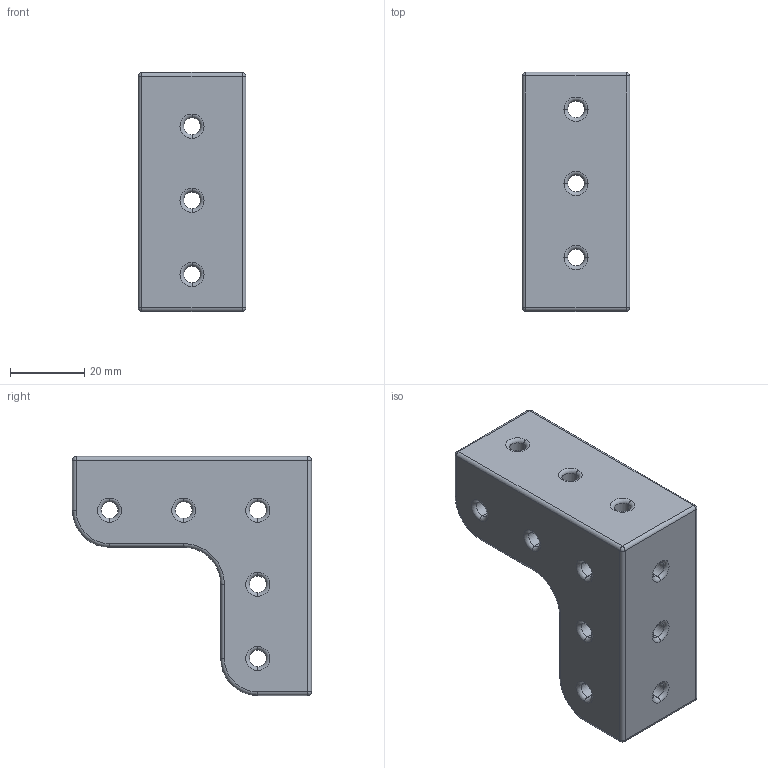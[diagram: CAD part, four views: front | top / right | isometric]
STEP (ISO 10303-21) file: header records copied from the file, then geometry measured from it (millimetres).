
FILE_DESCRIPTION (( 'STEP AP214' ), '1' );
FILE_NAME ('L_Z_Top.STEP', '2016-08-14T04:30:17', ( '' ), ( '' ), 'SwSTEP 2.0', 'SolidWorks 2016', '' );
FILE_SCHEMA (( 'AUTOMOTIVE_DESIGN' ));
Length unit declared in the file: millimetre
Products named in the file (1): L_Z_Top
Bounding box: 29 x 64.5 x 64.5 mm (x, y, z)
Volume: 32732.9 mm3; surface area: 16570.9 mm2
Topology: 1 solids, 1 shells, 111 faces, 271 edges, 156 vertices
Faces by surface type: cylinder 53, torus 38, plane 14, sphere 6
Entity records: 3337 total; most frequent: DIRECTION 665, CARTESIAN_POINT 533, ORIENTED_EDGE 530, AXIS2_PLACEMENT_3D 288, EDGE_CURVE 265, CIRCLE 176, VERTEX_POINT 156, EDGE_LOOP 143
